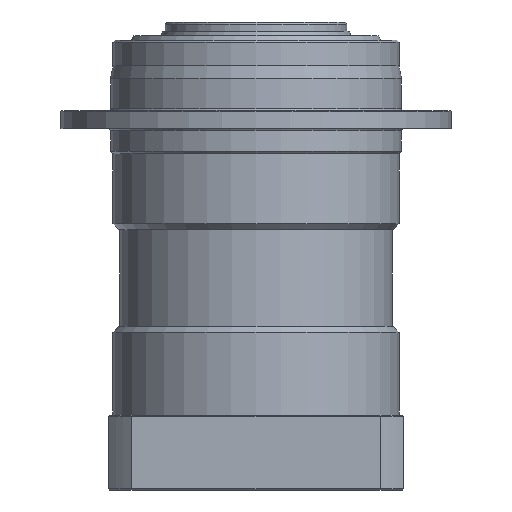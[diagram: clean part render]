
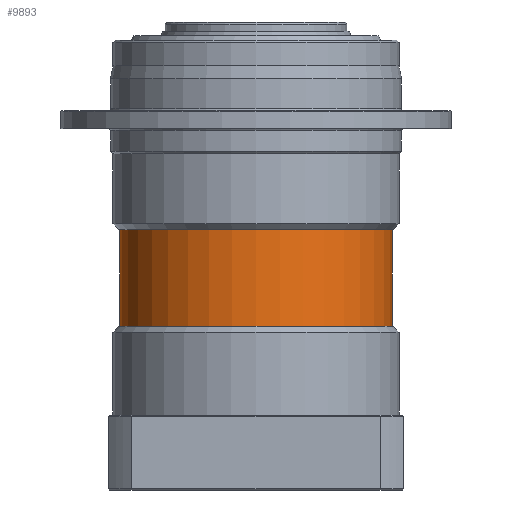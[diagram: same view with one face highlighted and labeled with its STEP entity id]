
A CAD part, front view. The second image highlights one B-rep face of the part: STEP entity #9893.
In plain terms, the highlighted cylindrical face has radius 30 mm (diameter 60 mm), a partial arc.
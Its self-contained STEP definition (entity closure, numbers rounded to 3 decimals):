
#182 = EDGE_CURVE ( 'NONE', #716, #8828, #6218, .T. ) ;
#471 = EDGE_CURVE ( 'NONE', #9810, #716, #1572, .T. ) ;
#716 = VERTEX_POINT ( 'NONE', #5121 ) ;
#826 = DIRECTION ( 'NONE',  ( 0., 0., -1. ) ) ;
#857 = CARTESIAN_POINT ( 'NONE',  ( 0., 0., -4.9 ) ) ;
#888 = DIRECTION ( 'NONE',  ( -1., 0., 0. ) ) ;
#1238 = AXIS2_PLACEMENT_3D ( 'NONE', #2191, #2154, #2071 ) ;
#1426 = ORIENTED_EDGE ( 'NONE', *, *, #182, .F. ) ;
#1572 = CIRCLE ( 'NONE', #2228, 30. ) ;
#2071 = DIRECTION ( 'NONE',  ( 1., 0., 0. ) ) ;
#2154 = DIRECTION ( 'NONE',  ( 0., 0., 1. ) ) ;
#2191 = CARTESIAN_POINT ( 'NONE',  ( 0., 0., -26.2 ) ) ;
#2228 = AXIS2_PLACEMENT_3D ( 'NONE', #7502, #7480, #7466 ) ;
#2632 = CARTESIAN_POINT ( 'NONE',  ( -30., 0., -4.9 ) ) ;
#3604 = ORIENTED_EDGE ( 'NONE', *, *, #471, .F. ) ;
#4156 = DIRECTION ( 'NONE',  ( 0., 0., -1. ) ) ;
#4360 = CIRCLE ( 'NONE', #1238, 30. ) ;
#4560 = EDGE_CURVE ( 'NONE', #7486, #8828, #4360, .T. ) ;
#4673 = CARTESIAN_POINT ( 'NONE',  ( 30., 0., -4.9 ) ) ;
#5121 = CARTESIAN_POINT ( 'NONE',  ( 30., 0., -4.9 ) ) ;
#5208 = ORIENTED_EDGE ( 'NONE', *, *, #8868, .T. ) ;
#5694 = ORIENTED_EDGE ( 'NONE', *, *, #4560, .T. ) ;
#5773 = CYLINDRICAL_SURFACE ( 'NONE', #9863, 30. ) ;
#6060 = VECTOR ( 'NONE', #7683, 1000. ) ;
#6218 = LINE ( 'NONE', #4673, #10813 ) ;
#7466 = DIRECTION ( 'NONE',  ( 1., 0., 0. ) ) ;
#7480 = DIRECTION ( 'NONE',  ( 0., 0., 1. ) ) ;
#7486 = VERTEX_POINT ( 'NONE', #10570 ) ;
#7502 = CARTESIAN_POINT ( 'NONE',  ( 0., 0., -4.9 ) ) ;
#7596 = EDGE_LOOP ( 'NONE', ( #1426, #3604, #5208, #5694 ) ) ;
#7683 = DIRECTION ( 'NONE',  ( 0., 0., -1. ) ) ;
#7786 = CARTESIAN_POINT ( 'NONE',  ( -30., 0., -4.9 ) ) ;
#8206 = LINE ( 'NONE', #7786, #6060 ) ;
#8318 = CARTESIAN_POINT ( 'NONE',  ( 30., 0., -26.2 ) ) ;
#8828 = VERTEX_POINT ( 'NONE', #8318 ) ;
#8868 = EDGE_CURVE ( 'NONE', #9810, #7486, #8206, .T. ) ;
#9810 = VERTEX_POINT ( 'NONE', #2632 ) ;
#9863 = AXIS2_PLACEMENT_3D ( 'NONE', #857, #826, #888 ) ;
#9893 = ADVANCED_FACE ( 'NONE', ( #10277 ), #5773, .T. ) ;
#10277 = FACE_OUTER_BOUND ( 'NONE', #7596, .T. ) ;
#10570 = CARTESIAN_POINT ( 'NONE',  ( -30., 0., -26.2 ) ) ;
#10813 = VECTOR ( 'NONE', #4156, 1000. ) ;
